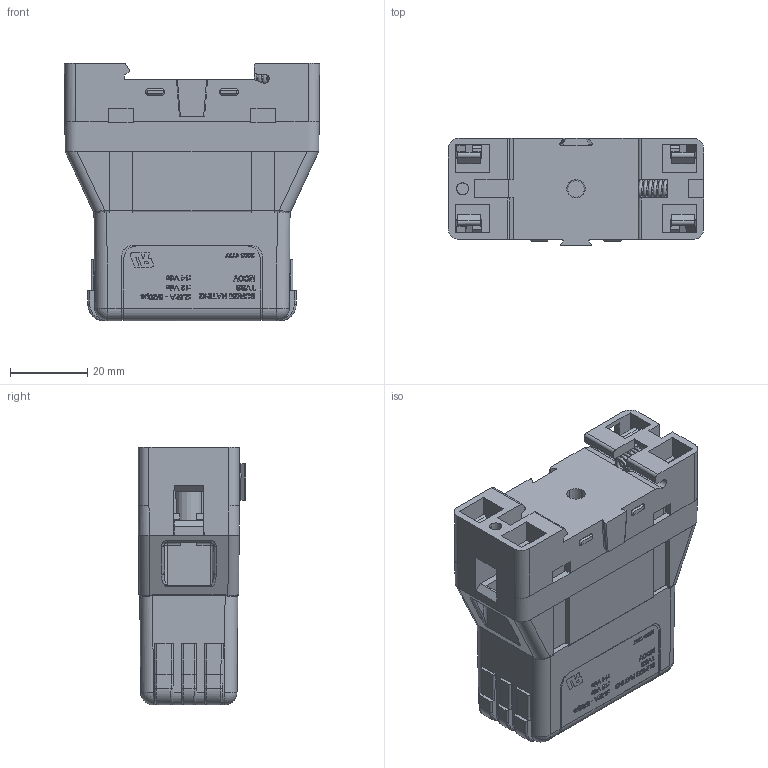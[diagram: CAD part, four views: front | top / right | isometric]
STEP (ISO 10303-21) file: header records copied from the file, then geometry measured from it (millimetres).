
FILE_DESCRIPTION (( 'STEP AP214' ), '1' );
FILE_NAME ('1101-624-E.STEP', '2019-01-24T20:08:05', ( '' ), ( '' ), 'SwSTEP 2.0', 'SolidWorks 2018', '' );
FILE_SCHEMA (( 'AUTOMOTIVE_DESIGN' ));
Length unit declared in the file: inch
Products named in the file (29): 121-500-001; 2105-518; 2003-1727; 2250-567; TVSS_base_top^2001-151; 1101-624-E; 2001-151; 2003-4068; TVSS_base_bottom^2001-151; 1000-895_; 2105-518_BEND2; TVSS_holder_spring^2001-151; 2004-077; 2001-150; 3450-092; 121-500-001_.175 Mat''l Thickness; 2105-518_Bend 1
Assembly tree (17 placements, depth 3):
  121-500-001
  2105-518
  2003-1727
  1101-624-E
    1000-895_
      2004-077
      2105-518_BEND2
      2105-518_Bend 1
      121-500-001_.175 Mat''l Thickness  x2
    2001-150
    2001-151
      TVSS_base_bottom^2001-151
      TVSS_holder_spring^2001-151
      TVSS_base_top^2001-151
    2250-567
      3450-092
    2003-1727
    2003-4068
  TVSS_base_top^2001-151
Bounding box: 66.12 x 27.88 x 66.8 mm (x, y, z)
Volume: 45729.2 mm3; surface area: 49438.5 mm2
Topology: 14 solids, 14 shells, 3924 faces, 10636 edges, 6987 vertices
Faces by surface type: plane 2543, bspline 941, cylinder 328, cone 72, sphere 26, torus 14
Entity records: 214980 total; most frequent: CARTESIAN_POINT 84338, ORIENTED_EDGE 21158, DIRECTION 14939, EDGE_CURVE 10579, VECTOR 7815, LINE 7815, VERTEX_POINT 6953, EDGE_LOOP 4212
